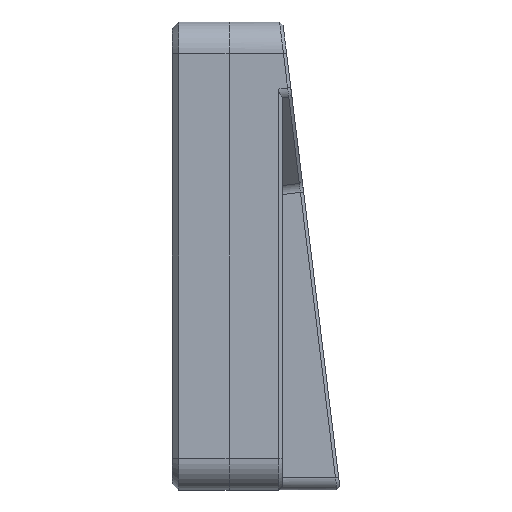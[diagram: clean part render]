
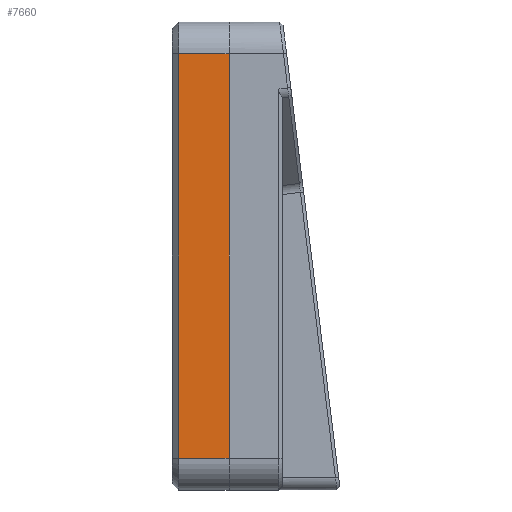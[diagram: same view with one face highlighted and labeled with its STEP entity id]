
A CAD part, left-side view. The second image highlights one B-rep face of the part: STEP entity #7660.
In plain terms, the highlighted planar face has unit normal (-1, 0, 0).
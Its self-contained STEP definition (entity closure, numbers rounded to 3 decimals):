
#833=FACE_OUTER_BOUND('',#1273,.T.);
#1273=EDGE_LOOP('',(#5280,#5281,#5282,#5283));
#1737=LINE('',#11157,#2447);
#1783=LINE('',#11329,#2493);
#1799=LINE('',#11375,#2509);
#1800=LINE('',#11377,#2510);
#2447=VECTOR('',#8907,10.);
#2493=VECTOR('',#9069,10.);
#2509=VECTOR('',#9121,10.);
#2510=VECTOR('',#9124,10.);
#3158=VERTEX_POINT('',#11154);
#3159=VERTEX_POINT('',#11156);
#3224=VERTEX_POINT('',#11322);
#3227=VERTEX_POINT('',#11327);
#3928=EDGE_CURVE('',#3158,#3159,#1737,.T.);
#4011=EDGE_CURVE('',#3227,#3224,#1783,.T.);
#4035=EDGE_CURVE('',#3224,#3158,#1799,.T.);
#4036=EDGE_CURVE('',#3159,#3227,#1800,.T.);
#5280=ORIENTED_EDGE('',*,*,#4011,.F.);
#5281=ORIENTED_EDGE('',*,*,#4036,.F.);
#5282=ORIENTED_EDGE('',*,*,#3928,.F.);
#5283=ORIENTED_EDGE('',*,*,#4035,.F.);
#7440=PLANE('',#8184);
#7660=ADVANCED_FACE('',(#833),#7440,.T.);
#8184=AXIS2_PLACEMENT_3D('',#11376,#9122,#9123);
#8907=DIRECTION('',(0.,0.,-1.));
#9069=DIRECTION('',(0.,0.,1.));
#9121=DIRECTION('',(0.,-1.,0.));
#9122=DIRECTION('center_axis',(-1.,0.,0.));
#9123=DIRECTION('ref_axis',(0.,0.,1.));
#9124=DIRECTION('',(0.,1.,0.));
#11154=CARTESIAN_POINT('',(-8.5,0.,60.65));
#11156=CARTESIAN_POINT('',(-8.5,0.,-3.5));
#11157=CARTESIAN_POINT('',(-8.5,0.,65.65));
#11322=CARTESIAN_POINT('',(-8.5,8.,60.65));
#11327=CARTESIAN_POINT('',(-8.5,8.,-3.5));
#11329=CARTESIAN_POINT('',(-8.5,8.,10.038));
#11375=CARTESIAN_POINT('',(-8.5,0.,60.65));
#11376=CARTESIAN_POINT('Origin',(-8.5,0.,-8.5));
#11377=CARTESIAN_POINT('',(-8.5,0.,-3.5));
